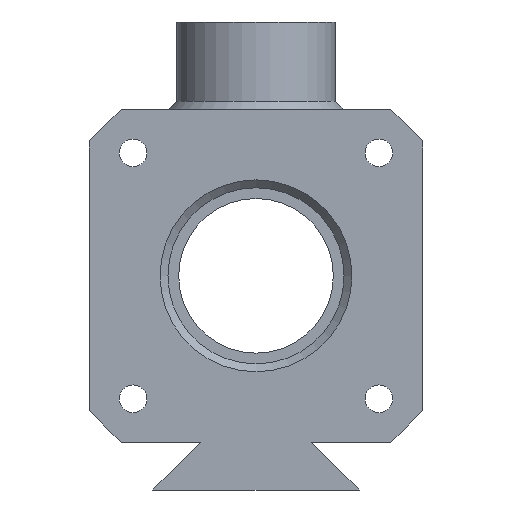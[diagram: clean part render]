
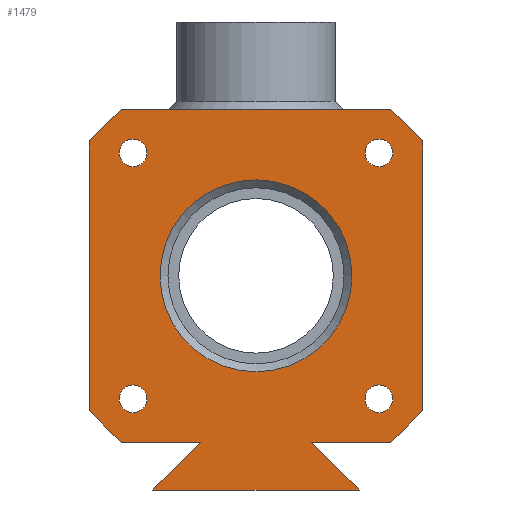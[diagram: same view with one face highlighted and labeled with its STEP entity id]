
A CAD part, left-side view. The second image highlights one B-rep face of the part: STEP entity #1479.
In plain terms, the highlighted planar face has unit normal (-1, 0, 0).
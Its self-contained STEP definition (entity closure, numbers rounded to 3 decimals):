
#45=FACE_BOUND('',#388,.T.);
#46=FACE_BOUND('',#389,.T.);
#47=FACE_BOUND('',#390,.T.);
#48=FACE_BOUND('',#391,.T.);
#49=FACE_BOUND('',#392,.T.);
#109=CIRCLE('',#1597,12.1);
#110=CIRCLE('',#1599,1.75);
#111=CIRCLE('',#1600,1.75);
#112=CIRCLE('',#1601,1.75);
#113=CIRCLE('',#1602,1.75);
#301=FACE_OUTER_BOUND('',#387,.T.);
#387=EDGE_LOOP('',(#1070,#1071,#1072,#1073,#1074,#1075,#1076,#1077,#1078,
#1079,#1080,#1081));
#388=EDGE_LOOP('',(#1082));
#389=EDGE_LOOP('',(#1083));
#390=EDGE_LOOP('',(#1084));
#391=EDGE_LOOP('',(#1085));
#392=EDGE_LOOP('',(#1086));
#477=LINE('',#2252,#572);
#481=LINE('',#2259,#576);
#483=LINE('',#2264,#578);
#489=LINE('',#2277,#584);
#490=LINE('',#2280,#585);
#504=LINE('',#2331,#599);
#508=LINE('',#2347,#603);
#509=LINE('',#2349,#604);
#510=LINE('',#2350,#605);
#511=LINE('',#2352,#606);
#512=LINE('',#2354,#607);
#513=LINE('',#2355,#608);
#572=VECTOR('',#1773,10.);
#576=VECTOR('',#1779,10.);
#578=VECTOR('',#1783,10.);
#584=VECTOR('',#1793,10.);
#585=VECTOR('',#1796,10.);
#599=VECTOR('',#1830,10.);
#603=VECTOR('',#1846,10.);
#604=VECTOR('',#1847,10.);
#605=VECTOR('',#1848,10.);
#606=VECTOR('',#1849,10.);
#607=VECTOR('',#1850,10.);
#608=VECTOR('',#1851,10.);
#667=VERTEX_POINT('',#2249);
#668=VERTEX_POINT('',#2251);
#670=VERTEX_POINT('',#2257);
#672=VERTEX_POINT('',#2263);
#677=VERTEX_POINT('',#2275);
#678=VERTEX_POINT('',#2279);
#696=VERTEX_POINT('',#2328);
#697=VERTEX_POINT('',#2330);
#702=VERTEX_POINT('',#2342);
#703=VERTEX_POINT('',#2346);
#704=VERTEX_POINT('',#2348);
#705=VERTEX_POINT('',#2351);
#706=VERTEX_POINT('',#2353);
#707=VERTEX_POINT('',#2356);
#708=VERTEX_POINT('',#2358);
#709=VERTEX_POINT('',#2360);
#710=VERTEX_POINT('',#2362);
#801=EDGE_CURVE('',#668,#667,#477,.T.);
#805=EDGE_CURVE('',#667,#670,#481,.T.);
#807=EDGE_CURVE('',#672,#668,#483,.T.);
#814=EDGE_CURVE('',#670,#677,#489,.T.);
#815=EDGE_CURVE('',#678,#672,#490,.T.);
#837=EDGE_CURVE('',#697,#696,#504,.T.);
#844=EDGE_CURVE('',#702,#702,#109,.T.);
#845=EDGE_CURVE('',#703,#677,#508,.T.);
#846=EDGE_CURVE('',#703,#704,#509,.T.);
#847=EDGE_CURVE('',#697,#704,#510,.T.);
#848=EDGE_CURVE('',#705,#696,#511,.T.);
#849=EDGE_CURVE('',#705,#706,#512,.T.);
#850=EDGE_CURVE('',#678,#706,#513,.T.);
#851=EDGE_CURVE('',#707,#707,#110,.T.);
#852=EDGE_CURVE('',#708,#708,#111,.T.);
#853=EDGE_CURVE('',#709,#709,#112,.T.);
#854=EDGE_CURVE('',#710,#710,#113,.T.);
#1070=ORIENTED_EDGE('',*,*,#845,.F.);
#1071=ORIENTED_EDGE('',*,*,#846,.T.);
#1072=ORIENTED_EDGE('',*,*,#847,.F.);
#1073=ORIENTED_EDGE('',*,*,#837,.T.);
#1074=ORIENTED_EDGE('',*,*,#848,.F.);
#1075=ORIENTED_EDGE('',*,*,#849,.T.);
#1076=ORIENTED_EDGE('',*,*,#850,.F.);
#1077=ORIENTED_EDGE('',*,*,#815,.T.);
#1078=ORIENTED_EDGE('',*,*,#807,.T.);
#1079=ORIENTED_EDGE('',*,*,#801,.T.);
#1080=ORIENTED_EDGE('',*,*,#805,.T.);
#1081=ORIENTED_EDGE('',*,*,#814,.T.);
#1082=ORIENTED_EDGE('',*,*,#851,.T.);
#1083=ORIENTED_EDGE('',*,*,#852,.T.);
#1084=ORIENTED_EDGE('',*,*,#853,.T.);
#1085=ORIENTED_EDGE('',*,*,#854,.T.);
#1086=ORIENTED_EDGE('',*,*,#844,.F.);
#1451=PLANE('',#1598);
#1479=ADVANCED_FACE('',(#301,#45,#46,#47,#48,#49),#1451,.F.);
#1597=AXIS2_PLACEMENT_3D('',#2344,#1842,#1843);
#1598=AXIS2_PLACEMENT_3D('',#2345,#1844,#1845);
#1599=AXIS2_PLACEMENT_3D('',#2357,#1852,#1853);
#1600=AXIS2_PLACEMENT_3D('',#2359,#1854,#1855);
#1601=AXIS2_PLACEMENT_3D('',#2361,#1856,#1857);
#1602=AXIS2_PLACEMENT_3D('',#2363,#1858,#1859);
#1773=DIRECTION('',(0.,-1.,0.));
#1779=DIRECTION('',(0.,0.707,0.707));
#1783=DIRECTION('',(0.,0.707,-0.707));
#1793=DIRECTION('',(0.,-1.,0.));
#1796=DIRECTION('',(0.,-1.,0.));
#1830=DIRECTION('',(0.,1.,0.));
#1842=DIRECTION('center_axis',(-1.,0.,0.));
#1843=DIRECTION('ref_axis',(0.,1.,0.));
#1844=DIRECTION('center_axis',(1.,0.,0.));
#1845=DIRECTION('ref_axis',(0.,1.,0.));
#1846=DIRECTION('',(0.,0.707,-0.707));
#1847=DIRECTION('',(0.,0.,1.));
#1848=DIRECTION('',(0.,-0.707,-0.707));
#1849=DIRECTION('',(0.,-0.707,0.707));
#1850=DIRECTION('',(0.,0.,-1.));
#1851=DIRECTION('',(0.,0.707,0.707));
#1852=DIRECTION('center_axis',(1.,0.,0.));
#1853=DIRECTION('ref_axis',(0.,1.,0.));
#1854=DIRECTION('center_axis',(1.,0.,0.));
#1855=DIRECTION('ref_axis',(0.,1.,0.));
#1856=DIRECTION('center_axis',(1.,0.,0.));
#1857=DIRECTION('ref_axis',(0.,1.,0.));
#1858=DIRECTION('center_axis',(1.,0.,0.));
#1859=DIRECTION('ref_axis',(0.,1.,0.));
#2249=CARTESIAN_POINT('',(-5.,-13.,-27.));
#2251=CARTESIAN_POINT('',(-5.,13.,-27.));
#2252=CARTESIAN_POINT('',(-5.,13.,-27.));
#2257=CARTESIAN_POINT('',(-5.,-7.,-21.));
#2259=CARTESIAN_POINT('',(-5.,-13.,-27.));
#2263=CARTESIAN_POINT('',(-5.,7.,-21.));
#2264=CARTESIAN_POINT('',(-5.,7.,-21.));
#2275=CARTESIAN_POINT('',(-5.,-17.,-21.));
#2277=CARTESIAN_POINT('',(-5.,21.,-21.));
#2279=CARTESIAN_POINT('',(-5.,17.,-21.));
#2280=CARTESIAN_POINT('',(-5.,21.,-21.));
#2328=CARTESIAN_POINT('',(-5.,17.,21.));
#2330=CARTESIAN_POINT('',(-5.,-17.,21.));
#2331=CARTESIAN_POINT('',(-5.,-21.,21.));
#2342=CARTESIAN_POINT('',(-5.,-12.1,0.));
#2344=CARTESIAN_POINT('Origin',(-5.,0.,0.));
#2345=CARTESIAN_POINT('Origin',(-5.,0.,0.));
#2346=CARTESIAN_POINT('',(-5.,-21.,-17.));
#2347=CARTESIAN_POINT('',(-5.,-19.,-19.));
#2348=CARTESIAN_POINT('',(-5.,-21.,17.));
#2349=CARTESIAN_POINT('',(-5.,-21.,-21.));
#2350=CARTESIAN_POINT('',(-5.,-19.,19.));
#2351=CARTESIAN_POINT('',(-5.,21.,17.));
#2352=CARTESIAN_POINT('',(-5.,19.,19.));
#2353=CARTESIAN_POINT('',(-5.,21.,-17.));
#2354=CARTESIAN_POINT('',(-5.,21.,21.));
#2355=CARTESIAN_POINT('',(-5.,19.,-19.));
#2356=CARTESIAN_POINT('',(-5.,-17.25,15.5));
#2357=CARTESIAN_POINT('Origin',(-5.,-15.5,15.5));
#2358=CARTESIAN_POINT('',(-5.,13.75,-15.5));
#2359=CARTESIAN_POINT('Origin',(-5.,15.5,-15.5));
#2360=CARTESIAN_POINT('',(-5.,-17.25,-15.5));
#2361=CARTESIAN_POINT('Origin',(-5.,-15.5,-15.5));
#2362=CARTESIAN_POINT('',(-5.,13.75,15.5));
#2363=CARTESIAN_POINT('Origin',(-5.,15.5,15.5));
